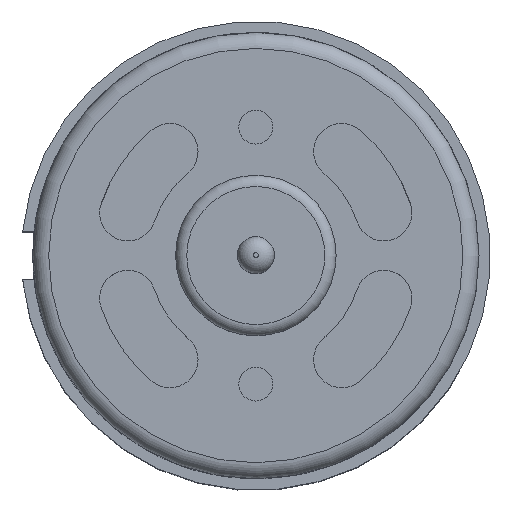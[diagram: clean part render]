
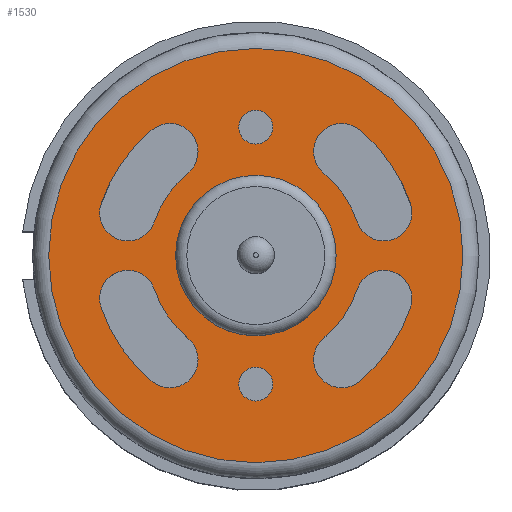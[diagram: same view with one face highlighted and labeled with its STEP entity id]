
A CAD part, top view. The second image highlights one B-rep face of the part: STEP entity #1530.
In plain terms, the highlighted planar face has unit normal (0, 0, 1).
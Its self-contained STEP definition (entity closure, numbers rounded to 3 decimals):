
#275=ORIENTED_EDGE('',*,*,#531,.T.);
#276=ORIENTED_EDGE('',*,*,#529,.T.);
#277=ORIENTED_EDGE('',*,*,#519,.T.);
#278=ORIENTED_EDGE('',*,*,#523,.T.);
#279=ORIENTED_EDGE('',*,*,#526,.T.);
#280=ORIENTED_EDGE('',*,*,#507,.F.);
#281=ORIENTED_EDGE('',*,*,#517,.F.);
#282=ORIENTED_EDGE('',*,*,#514,.F.);
#283=ORIENTED_EDGE('',*,*,#511,.F.);
#284=ORIENTED_EDGE('',*,*,#532,.F.);
#285=ORIENTED_EDGE('',*,*,#533,.F.);
#286=ORIENTED_EDGE('',*,*,#534,.F.);
#287=ORIENTED_EDGE('',*,*,#535,.F.);
#288=ORIENTED_EDGE('',*,*,#536,.T.);
#289=ORIENTED_EDGE('',*,*,#537,.T.);
#290=ORIENTED_EDGE('',*,*,#538,.F.);
#291=ORIENTED_EDGE('',*,*,#539,.T.);
#292=ORIENTED_EDGE('',*,*,#540,.T.);
#293=ORIENTED_EDGE('',*,*,#541,.T.);
#294=ORIENTED_EDGE('',*,*,#542,.T.);
#507=EDGE_CURVE('',#642,#643,#735,.T.);
#511=EDGE_CURVE('',#643,#646,#737,.T.);
#514=EDGE_CURVE('',#646,#648,#739,.T.);
#517=EDGE_CURVE('',#648,#642,#741,.T.);
#519=EDGE_CURVE('',#650,#651,#743,.T.);
#523=EDGE_CURVE('',#651,#654,#745,.T.);
#526=EDGE_CURVE('',#654,#656,#747,.T.);
#529=EDGE_CURVE('',#656,#650,#749,.T.);
#531=EDGE_CURVE('',#658,#658,#751,.T.);
#532=EDGE_CURVE('',#659,#660,#752,.T.);
#533=EDGE_CURVE('',#661,#659,#753,.T.);
#534=EDGE_CURVE('',#662,#661,#754,.T.);
#535=EDGE_CURVE('',#660,#662,#755,.T.);
#536=EDGE_CURVE('',#663,#663,#756,.T.);
#537=EDGE_CURVE('',#664,#664,#757,.T.);
#538=EDGE_CURVE('',#665,#665,#758,.T.);
#539=EDGE_CURVE('',#666,#667,#759,.T.);
#540=EDGE_CURVE('',#667,#668,#760,.T.);
#541=EDGE_CURVE('',#668,#669,#761,.T.);
#542=EDGE_CURVE('',#669,#666,#762,.T.);
#642=VERTEX_POINT('',#2127);
#643=VERTEX_POINT('',#2128);
#646=VERTEX_POINT('',#2136);
#648=VERTEX_POINT('',#2142);
#650=VERTEX_POINT('',#2152);
#651=VERTEX_POINT('',#2153);
#654=VERTEX_POINT('',#2161);
#656=VERTEX_POINT('',#2167);
#658=VERTEX_POINT('',#2177);
#659=VERTEX_POINT('',#2179);
#660=VERTEX_POINT('',#2180);
#661=VERTEX_POINT('',#2182);
#662=VERTEX_POINT('',#2184);
#663=VERTEX_POINT('',#2187);
#664=VERTEX_POINT('',#2189);
#665=VERTEX_POINT('',#2191);
#666=VERTEX_POINT('',#2193);
#667=VERTEX_POINT('',#2194);
#668=VERTEX_POINT('',#2196);
#669=VERTEX_POINT('',#2198);
#735=CIRCLE('',#1605,1.75);
#737=CIRCLE('',#1608,6.655);
#739=CIRCLE('',#1611,1.75);
#741=CIRCLE('',#1614,10.155);
#743=CIRCLE('',#1618,1.75);
#745=CIRCLE('',#1621,10.155);
#747=CIRCLE('',#1624,1.75);
#749=CIRCLE('',#1627,6.655);
#751=CIRCLE('',#1631,12.9);
#752=CIRCLE('',#1632,1.75);
#753=CIRCLE('',#1633,10.155);
#754=CIRCLE('',#1634,1.75);
#755=CIRCLE('',#1635,6.655);
#756=CIRCLE('',#1636,1.057);
#757=CIRCLE('',#1637,1.057);
#758=CIRCLE('',#1638,5.);
#759=CIRCLE('',#1639,6.655);
#760=CIRCLE('',#1640,1.75);
#761=CIRCLE('',#1641,10.155);
#762=CIRCLE('',#1642,1.75);
#810=EDGE_LOOP('',(#275));
#811=EDGE_LOOP('',(#276,#277,#278,#279));
#812=EDGE_LOOP('',(#280,#281,#282,#283));
#813=EDGE_LOOP('',(#284,#285,#286,#287));
#814=EDGE_LOOP('',(#288));
#815=EDGE_LOOP('',(#289));
#816=EDGE_LOOP('',(#290));
#817=EDGE_LOOP('',(#291,#292,#293,#294));
#910=FACE_BOUND('',#810,.T.);
#911=FACE_BOUND('',#811,.T.);
#912=FACE_BOUND('',#812,.T.);
#913=FACE_BOUND('',#813,.T.);
#914=FACE_BOUND('',#814,.T.);
#915=FACE_BOUND('',#815,.T.);
#916=FACE_BOUND('',#816,.T.);
#917=FACE_BOUND('',#817,.T.);
#997=PLANE('',#1630);
#1530=ADVANCED_FACE('',(#910,#911,#912,#913,#914,#915,#916,#917),#997,.T.);
#1605=AXIS2_PLACEMENT_3D('',#2126,#1773,#1774);
#1608=AXIS2_PLACEMENT_3D('',#2135,#1781,#1782);
#1611=AXIS2_PLACEMENT_3D('',#2141,#1788,#1789);
#1614=AXIS2_PLACEMENT_3D('',#2147,#1795,#1796);
#1618=AXIS2_PLACEMENT_3D('',#2151,#1803,#1804);
#1621=AXIS2_PLACEMENT_3D('',#2160,#1811,#1812);
#1624=AXIS2_PLACEMENT_3D('',#2166,#1818,#1819);
#1627=AXIS2_PLACEMENT_3D('',#2172,#1825,#1826);
#1630=AXIS2_PLACEMENT_3D('',#2175,#1831,#1832);
#1631=AXIS2_PLACEMENT_3D('',#2176,#1833,#1834);
#1632=AXIS2_PLACEMENT_3D('',#2178,#1835,#1836);
#1633=AXIS2_PLACEMENT_3D('',#2181,#1837,#1838);
#1634=AXIS2_PLACEMENT_3D('',#2183,#1839,#1840);
#1635=AXIS2_PLACEMENT_3D('',#2185,#1841,#1842);
#1636=AXIS2_PLACEMENT_3D('',#2186,#1843,#1844);
#1637=AXIS2_PLACEMENT_3D('',#2188,#1845,#1846);
#1638=AXIS2_PLACEMENT_3D('',#2190,#1847,#1848);
#1639=AXIS2_PLACEMENT_3D('',#2192,#1849,#1850);
#1640=AXIS2_PLACEMENT_3D('',#2195,#1851,#1852);
#1641=AXIS2_PLACEMENT_3D('',#2197,#1853,#1854);
#1642=AXIS2_PLACEMENT_3D('',#2199,#1855,#1856);
#1773=DIRECTION('',(0.,0.,1.));
#1774=DIRECTION('',(0.,-1.,0.));
#1781=DIRECTION('',(0.,0.,-1.));
#1782=DIRECTION('',(0.,1.,0.));
#1788=DIRECTION('',(0.,0.,1.));
#1789=DIRECTION('',(0.,1.,0.));
#1795=DIRECTION('',(0.,0.,1.));
#1796=DIRECTION('',(0.,1.,0.));
#1803=DIRECTION('',(0.,0.,-1.));
#1804=DIRECTION('',(0.,-1.,0.));
#1811=DIRECTION('',(0.,0.,-1.));
#1812=DIRECTION('',(0.,1.,0.));
#1818=DIRECTION('',(0.,0.,-1.));
#1819=DIRECTION('',(0.,1.,0.));
#1825=DIRECTION('',(0.,0.,1.));
#1826=DIRECTION('',(0.,1.,0.));
#1831=DIRECTION('',(0.,0.,1.));
#1832=DIRECTION('',(1.,0.,0.));
#1833=DIRECTION('',(0.,0.,1.));
#1834=DIRECTION('',(1.,0.,0.));
#1835=DIRECTION('',(0.,0.,1.));
#1836=DIRECTION('',(0.,1.,0.));
#1837=DIRECTION('',(0.,0.,1.));
#1838=DIRECTION('',(0.,-1.,0.));
#1839=DIRECTION('',(0.,0.,1.));
#1840=DIRECTION('',(0.,-1.,0.));
#1841=DIRECTION('',(0.,0.,-1.));
#1842=DIRECTION('',(0.,-1.,0.));
#1843=DIRECTION('',(0.,0.,-1.));
#1844=DIRECTION('',(0.,-1.,0.));
#1845=DIRECTION('',(0.,0.,-1.));
#1846=DIRECTION('',(0.,-1.,0.));
#1847=DIRECTION('',(0.,0.,1.));
#1848=DIRECTION('',(1.,0.,0.));
#1849=DIRECTION('',(0.,0.,1.));
#1850=DIRECTION('',(0.,-1.,0.));
#1851=DIRECTION('',(0.,0.,-1.));
#1852=DIRECTION('',(0.,1.,0.));
#1853=DIRECTION('',(0.,0.,-1.));
#1854=DIRECTION('',(0.,-1.,0.));
#1855=DIRECTION('',(0.,0.,-1.));
#1856=DIRECTION('',(0.,-1.,0.));
#2126=CARTESIAN_POINT('',(5.35,6.482,42.));
#2127=CARTESIAN_POINT('',(6.464,7.832,42.));
#2128=CARTESIAN_POINT('',(4.236,5.133,42.));
#2135=CARTESIAN_POINT('',(0.,0.,42.));
#2136=CARTESIAN_POINT('',(6.313,2.106,42.));
#2141=CARTESIAN_POINT('',(7.973,2.66,42.));
#2142=CARTESIAN_POINT('',(9.633,3.214,42.));
#2147=CARTESIAN_POINT('',(0.,0.,42.));
#2151=CARTESIAN_POINT('',(7.973,-2.66,42.));
#2152=CARTESIAN_POINT('',(6.313,-2.106,42.));
#2153=CARTESIAN_POINT('',(9.633,-3.214,42.));
#2160=CARTESIAN_POINT('',(0.,0.,42.));
#2161=CARTESIAN_POINT('',(6.464,-7.832,42.));
#2166=CARTESIAN_POINT('',(5.35,-6.482,42.));
#2167=CARTESIAN_POINT('',(4.236,-5.133,42.));
#2172=CARTESIAN_POINT('',(0.,0.,42.));
#2175=CARTESIAN_POINT('',(5.,0.,42.));
#2176=CARTESIAN_POINT('',(0.,0.,42.));
#2177=CARTESIAN_POINT('',(12.9,0.,42.));
#2178=CARTESIAN_POINT('',(-5.35,-6.482,42.));
#2179=CARTESIAN_POINT('',(-6.464,-7.832,42.));
#2180=CARTESIAN_POINT('',(-4.236,-5.133,42.));
#2181=CARTESIAN_POINT('',(0.,0.,42.));
#2182=CARTESIAN_POINT('',(-9.633,-3.214,42.));
#2183=CARTESIAN_POINT('',(-7.973,-2.66,42.));
#2184=CARTESIAN_POINT('',(-6.313,-2.106,42.));
#2185=CARTESIAN_POINT('',(0.,0.,42.));
#2186=CARTESIAN_POINT('',(0.,8.,42.));
#2187=CARTESIAN_POINT('',(0.,6.944,42.));
#2188=CARTESIAN_POINT('',(0.,-8.,42.));
#2189=CARTESIAN_POINT('',(0.,-9.057,42.));
#2190=CARTESIAN_POINT('',(0.,0.,42.));
#2191=CARTESIAN_POINT('',(5.,0.,42.));
#2192=CARTESIAN_POINT('',(0.,0.,42.));
#2193=CARTESIAN_POINT('',(-4.236,5.133,42.));
#2194=CARTESIAN_POINT('',(-6.313,2.106,42.));
#2195=CARTESIAN_POINT('',(-7.973,2.66,42.));
#2196=CARTESIAN_POINT('',(-9.633,3.214,42.));
#2197=CARTESIAN_POINT('',(0.,0.,42.));
#2198=CARTESIAN_POINT('',(-6.464,7.832,42.));
#2199=CARTESIAN_POINT('',(-5.35,6.482,42.));
